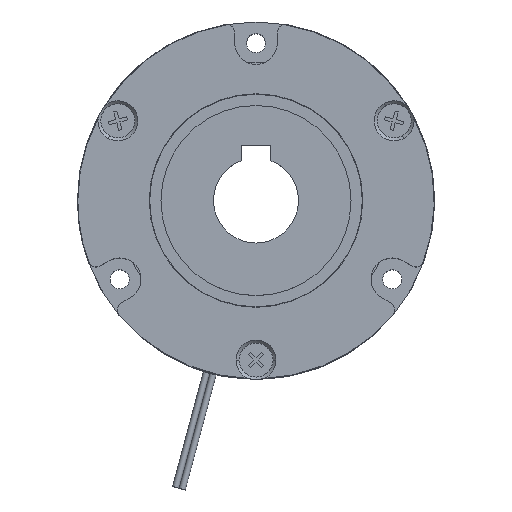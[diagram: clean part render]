
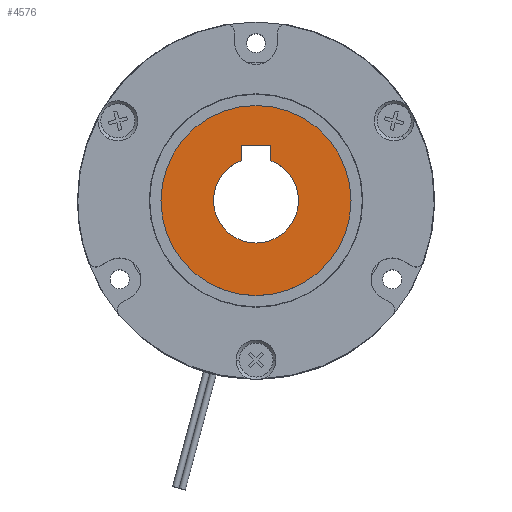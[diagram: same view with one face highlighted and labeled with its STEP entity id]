
A CAD part, top view. The second image highlights one B-rep face of the part: STEP entity #4576.
In plain terms, the highlighted planar face has unit normal (0, 0, 1).
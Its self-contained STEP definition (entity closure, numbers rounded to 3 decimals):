
#53 = EDGE_CURVE ( 'NONE', #2828, #5403, #3789, .T. ) ;
#57 = DIRECTION ( 'NONE',  ( -1., 0., 0. ) ) ;
#169 = DIRECTION ( 'NONE',  ( 0., 1., 0. ) ) ;
#232 = CARTESIAN_POINT ( 'NONE',  ( -3.5, 9.367, 34.79 ) ) ;
#307 = ORIENTED_EDGE ( 'NONE', *, *, #1909, .F. ) ;
#489 = ORIENTED_EDGE ( 'NONE', *, *, #2690, .T. ) ;
#530 = ORIENTED_EDGE ( 'NONE', *, *, #53, .F. ) ;
#556 = VERTEX_POINT ( 'NONE', #4079 ) ;
#722 = EDGE_CURVE ( 'NONE', #556, #5172, #2050, .T. ) ;
#761 = LINE ( 'NONE', #4776, #2984 ) ;
#815 = LINE ( 'NONE', #5323, #5543 ) ;
#887 = CARTESIAN_POINT ( 'NONE',  ( 22.35, 0., 34.79 ) ) ;
#1070 = EDGE_CURVE ( 'NONE', #2106, #1788, #1136, .T. ) ;
#1075 = CARTESIAN_POINT ( 'NONE',  ( 0., 0., 34.79 ) ) ;
#1107 = CARTESIAN_POINT ( 'NONE',  ( 0., 0., 34.79 ) ) ;
#1136 = CIRCLE ( 'NONE', #1981, 22.35 ) ;
#1187 = VERTEX_POINT ( 'NONE', #5728 ) ;
#1295 = DIRECTION ( 'NONE',  ( 0., 0., -1. ) ) ;
#1351 = AXIS2_PLACEMENT_3D ( 'NONE', #1107, #3381, #1523 ) ;
#1368 = ORIENTED_EDGE ( 'NONE', *, *, #1070, .F. ) ;
#1453 = ORIENTED_EDGE ( 'NONE', *, *, #5327, .F. ) ;
#1491 = DIRECTION ( 'NONE',  ( -1., 0., 0. ) ) ;
#1514 = FACE_BOUND ( 'NONE', #5153, .T. ) ;
#1523 = DIRECTION ( 'NONE',  ( -1., 0., 0. ) ) ;
#1530 = CIRCLE ( 'NONE', #4626, 10. ) ;
#1535 = PLANE ( 'NONE',  #2288 ) ;
#1781 = CARTESIAN_POINT ( 'NONE',  ( -10., 0., 34.79 ) ) ;
#1788 = VERTEX_POINT ( 'NONE', #4857 ) ;
#1909 = EDGE_CURVE ( 'NONE', #1187, #2828, #815, .T. ) ;
#1934 = CARTESIAN_POINT ( 'NONE',  ( 10., 0., 34.79 ) ) ;
#1973 = AXIS2_PLACEMENT_3D ( 'NONE', #5096, #5080, #57 ) ;
#1981 = AXIS2_PLACEMENT_3D ( 'NONE', #3744, #3337, #1491 ) ;
#2050 = CIRCLE ( 'NONE', #4553, 10. ) ;
#2106 = VERTEX_POINT ( 'NONE', #887 ) ;
#2153 = FACE_OUTER_BOUND ( 'NONE', #2769, .T. ) ;
#2156 = ORIENTED_EDGE ( 'NONE', *, *, #3671, .T. ) ;
#2288 = AXIS2_PLACEMENT_3D ( 'NONE', #1075, #3828, #4224 ) ;
#2565 = EDGE_CURVE ( 'NONE', #556, #1187, #761, .T. ) ;
#2647 = CARTESIAN_POINT ( 'NONE',  ( -3.5, 13., 34.79 ) ) ;
#2690 = EDGE_CURVE ( 'NONE', #3566, #5403, #3191, .T. ) ;
#2769 = EDGE_LOOP ( 'NONE', ( #1453, #1368 ) ) ;
#2828 = VERTEX_POINT ( 'NONE', #3918 ) ;
#2984 = VECTOR ( 'NONE', #169, 1000. ) ;
#3048 = DIRECTION ( 'NONE',  ( 0., -1., 0. ) ) ;
#3114 = ORIENTED_EDGE ( 'NONE', *, *, #2565, .F. ) ;
#3191 = CIRCLE ( 'NONE', #1973, 10. ) ;
#3228 = DIRECTION ( 'NONE',  ( 0., 0., -1. ) ) ;
#3337 = DIRECTION ( 'NONE',  ( 0., 0., -1. ) ) ;
#3381 = DIRECTION ( 'NONE',  ( 0., 0., -1. ) ) ;
#3566 = VERTEX_POINT ( 'NONE', #1781 ) ;
#3671 = EDGE_CURVE ( 'NONE', #5172, #3566, #1530, .T. ) ;
#3744 = CARTESIAN_POINT ( 'NONE',  ( 0., 0., 34.79 ) ) ;
#3789 = LINE ( 'NONE', #2647, #5919 ) ;
#3828 = DIRECTION ( 'NONE',  ( 0., 0., 1. ) ) ;
#3889 = DIRECTION ( 'NONE',  ( -1., 0., 0. ) ) ;
#3918 = CARTESIAN_POINT ( 'NONE',  ( -3.5, 13., 34.79 ) ) ;
#4024 = CARTESIAN_POINT ( 'NONE',  ( 0., 0., 34.79 ) ) ;
#4079 = CARTESIAN_POINT ( 'NONE',  ( 3.5, 9.367, 34.79 ) ) ;
#4224 = DIRECTION ( 'NONE',  ( 1., 0., 0. ) ) ;
#4553 = AXIS2_PLACEMENT_3D ( 'NONE', #4024, #1295, #5388 ) ;
#4576 = ADVANCED_FACE ( 'NONE', ( #1514, #2153 ), #1535, .T. ) ;
#4626 = AXIS2_PLACEMENT_3D ( 'NONE', #5567, #3228, #5992 ) ;
#4776 = CARTESIAN_POINT ( 'NONE',  ( 3.5, 13., 34.79 ) ) ;
#4857 = CARTESIAN_POINT ( 'NONE',  ( -22.35, 0., 34.79 ) ) ;
#5080 = DIRECTION ( 'NONE',  ( 0., 0., -1. ) ) ;
#5096 = CARTESIAN_POINT ( 'NONE',  ( 0., 0., 34.79 ) ) ;
#5153 = EDGE_LOOP ( 'NONE', ( #530, #307, #3114, #5805, #2156, #489 ) ) ;
#5172 = VERTEX_POINT ( 'NONE', #1934 ) ;
#5323 = CARTESIAN_POINT ( 'NONE',  ( -3.5, 13., 34.79 ) ) ;
#5327 = EDGE_CURVE ( 'NONE', #1788, #2106, #5481, .T. ) ;
#5388 = DIRECTION ( 'NONE',  ( -1., 0., 0. ) ) ;
#5403 = VERTEX_POINT ( 'NONE', #232 ) ;
#5481 = CIRCLE ( 'NONE', #1351, 22.35 ) ;
#5543 = VECTOR ( 'NONE', #3889, 1000. ) ;
#5567 = CARTESIAN_POINT ( 'NONE',  ( 0., 0., 34.79 ) ) ;
#5728 = CARTESIAN_POINT ( 'NONE',  ( 3.5, 13., 34.79 ) ) ;
#5805 = ORIENTED_EDGE ( 'NONE', *, *, #722, .T. ) ;
#5919 = VECTOR ( 'NONE', #3048, 1000. ) ;
#5992 = DIRECTION ( 'NONE',  ( -1., 0., 0. ) ) ;
